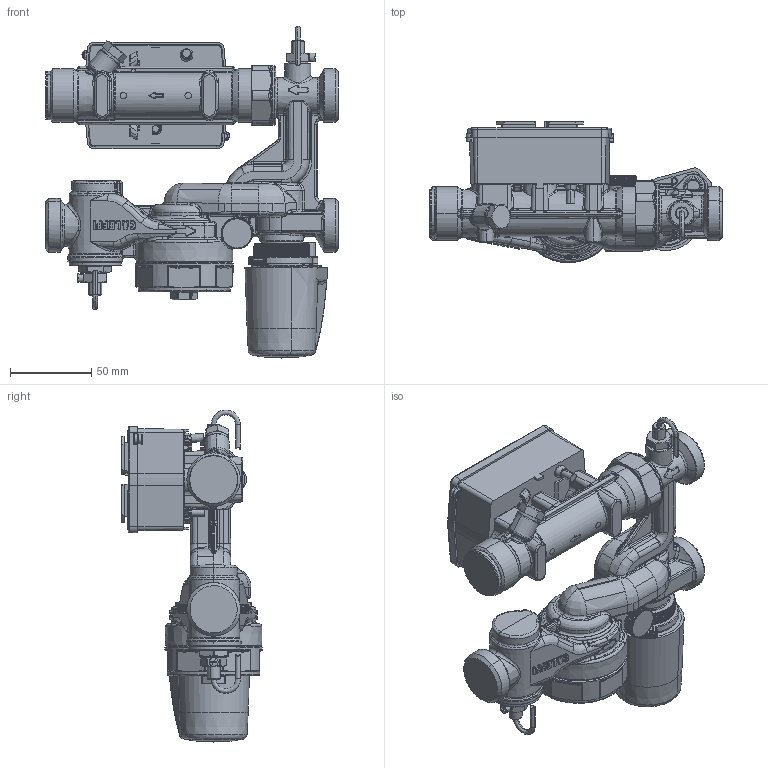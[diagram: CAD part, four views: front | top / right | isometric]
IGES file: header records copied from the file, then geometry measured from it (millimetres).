
Start section:  PTC IGES file: 700214 007 (IGS).igs
Global section: file name: 700214 007 (IGS).igs; native system: Creo Parametric by PTC Inc.; preprocessor: 2016050; author: sparenzan; organization: Unknown; date: 20170303.172944; units: inch
Bounding box: 180.5 x 86.92 x 204.7 mm (x, y, z)
Surface area: 128252.2 mm2 (no closed solid volume)
Topology: 0 solids, 0 shells, 3731 faces, 18995 edges, 18848 vertices
Faces by surface type: bspline 1875, revolution 1824, extrusion 32
